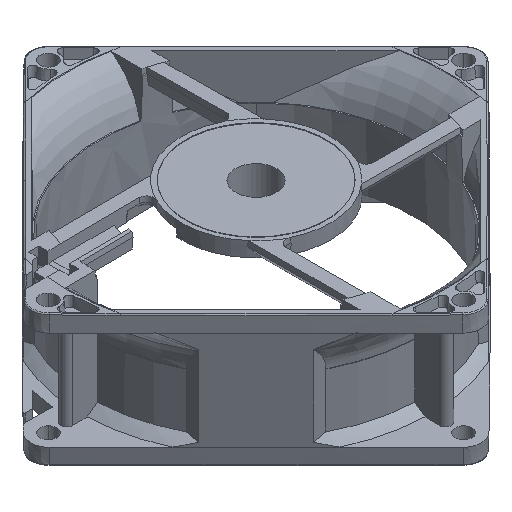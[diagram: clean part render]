
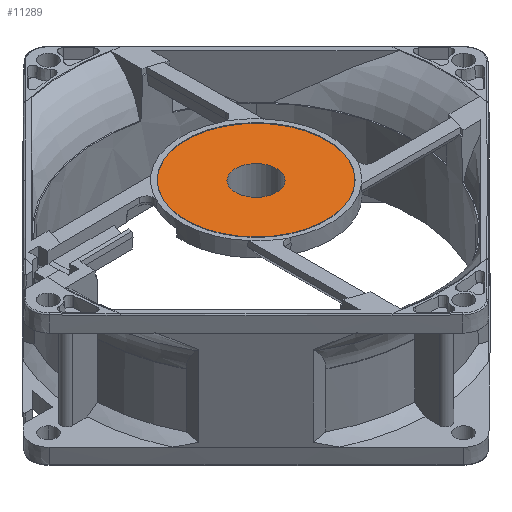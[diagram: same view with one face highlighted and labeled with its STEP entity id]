
A CAD part, isometric view. The second image highlights one B-rep face of the part: STEP entity #11289.
In plain terms, the highlighted planar face has unit normal (0, 0, 1).
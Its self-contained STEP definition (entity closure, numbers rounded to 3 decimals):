
#669 = DIRECTION ( 'NONE',  ( -0.707, 0.707, 0. ) ) ;
#981 = CARTESIAN_POINT ( 'NONE',  ( 0., -71.5, 31.863 ) ) ;
#1485 = CARTESIAN_POINT ( 'NONE',  ( -3.551, -67.949, 31.863 ) ) ;
#1964 = FACE_BOUND ( 'NONE', #16187, .T. ) ;
#2366 = EDGE_CURVE ( 'NONE', #12102, #8257, #3076, .T. ) ;
#2385 = AXIS2_PLACEMENT_3D ( 'NONE', #3852, #5304, #13760 ) ;
#3047 = ORIENTED_EDGE ( 'NONE', *, *, #8585, .T. ) ;
#3076 = CIRCLE ( 'NONE', #17751, 5.023 ) ;
#3852 = CARTESIAN_POINT ( 'NONE',  ( 0., -71.5, 31.863 ) ) ;
#3889 = DIRECTION ( 'NONE',  ( 0.707, -0.707, 0. ) ) ;
#3892 = CARTESIAN_POINT ( 'NONE',  ( 3.551, -75.051, 31.863 ) ) ;
#4001 = AXIS2_PLACEMENT_3D ( 'NONE', #13473, #12013, #14906 ) ;
#5015 = CARTESIAN_POINT ( 'NONE',  ( 0., -71.5, 31.863 ) ) ;
#5035 = DIRECTION ( 'NONE',  ( 0., 0., -1. ) ) ;
#5238 = CARTESIAN_POINT ( 'NONE',  ( -12.075, -59.425, 31.863 ) ) ;
#5304 = DIRECTION ( 'NONE',  ( 0., 0., 1. ) ) ;
#5613 = EDGE_CURVE ( 'NONE', #8257, #12102, #11256, .T. ) ;
#5882 = ORIENTED_EDGE ( 'NONE', *, *, #5613, .T. ) ;
#6382 = CARTESIAN_POINT ( 'NONE',  ( 12.075, -83.575, 31.863 ) ) ;
#6671 = PLANE ( 'NONE',  #2385 ) ;
#8257 = VERTEX_POINT ( 'NONE', #3892 ) ;
#8585 = EDGE_CURVE ( 'NONE', #17029, #16886, #16394, .T. ) ;
#9461 = AXIS2_PLACEMENT_3D ( 'NONE', #10939, #5035, #16547 ) ;
#10939 = CARTESIAN_POINT ( 'NONE',  ( 0., -71.5, 31.863 ) ) ;
#11197 = CIRCLE ( 'NONE', #18349, 17.077 ) ;
#11256 = CIRCLE ( 'NONE', #9461, 5.023 ) ;
#11289 = ADVANCED_FACE ( 'NONE', ( #16262, #1964 ), #6671, .T. ) ;
#12013 = DIRECTION ( 'NONE',  ( 0., 0., 1. ) ) ;
#12102 = VERTEX_POINT ( 'NONE', #1485 ) ;
#12534 = ORIENTED_EDGE ( 'NONE', *, *, #2366, .T. ) ;
#13253 = ORIENTED_EDGE ( 'NONE', *, *, #16001, .T. ) ;
#13473 = CARTESIAN_POINT ( 'NONE',  ( 0., -71.5, 31.863 ) ) ;
#13760 = DIRECTION ( 'NONE',  ( 1., 0., 0. ) ) ;
#14906 = DIRECTION ( 'NONE',  ( -0.707, 0.707, 0. ) ) ;
#14970 = EDGE_LOOP ( 'NONE', ( #13253, #3047 ) ) ;
#16001 = EDGE_CURVE ( 'NONE', #16886, #17029, #11197, .T. ) ;
#16187 = EDGE_LOOP ( 'NONE', ( #5882, #12534 ) ) ;
#16262 = FACE_OUTER_BOUND ( 'NONE', #14970, .T. ) ;
#16394 = CIRCLE ( 'NONE', #4001, 17.077 ) ;
#16407 = DIRECTION ( 'NONE',  ( 0., 0., -1. ) ) ;
#16547 = DIRECTION ( 'NONE',  ( 0.707, -0.707, 0. ) ) ;
#16548 = DIRECTION ( 'NONE',  ( 0., 0., 1. ) ) ;
#16886 = VERTEX_POINT ( 'NONE', #6382 ) ;
#17029 = VERTEX_POINT ( 'NONE', #5238 ) ;
#17751 = AXIS2_PLACEMENT_3D ( 'NONE', #5015, #16407, #669 ) ;
#18349 = AXIS2_PLACEMENT_3D ( 'NONE', #981, #16548, #3889 ) ;
